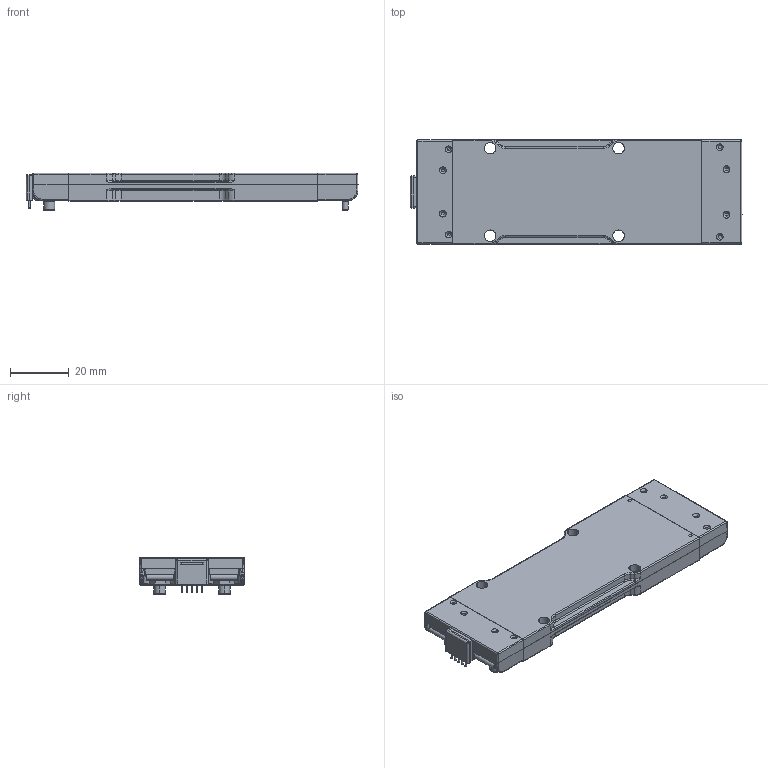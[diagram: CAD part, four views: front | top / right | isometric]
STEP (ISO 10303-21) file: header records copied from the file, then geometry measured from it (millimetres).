
FILE_DESCRIPTION (( 'STEP AP214' ), '1' );
FILE_NAME ('4414 BCM UHV PCB MNT W COMM SHORT PIN.STEP', '2021-08-19T14:23:40', ( '' ), ( '' ), 'SwSTEP 2.0', 'SolidWorks 2017', '' );
FILE_SCHEMA (( 'AUTOMOTIVE_DESIGN' ));
Length unit declared in the file: inch
Products named in the file (1): 4414 BCM UHV PCB MNT W COMM SHORT PIN
Bounding box: 112.76 x 35.54 x 12.64 mm (x, y, z)
Volume: 35560.9 mm3; surface area: 24400.1 mm2
Topology: 33 solids, 34 shells, 1443 faces, 3778 edges, 2449 vertices
Faces by surface type: plane 620, cylinder 493, cone 182, bspline 148
Entity records: 81916 total; most frequent: CARTESIAN_POINT 36893, ORIENTED_EDGE 7556, DIRECTION 6569, EDGE_CURVE 3778, VERTEX_POINT 2449, AXIS2_PLACEMENT_3D 2281, LINE 2007, VECTOR 2007
